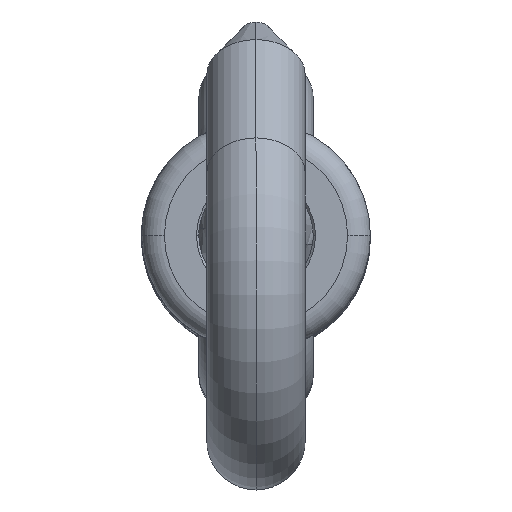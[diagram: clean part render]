
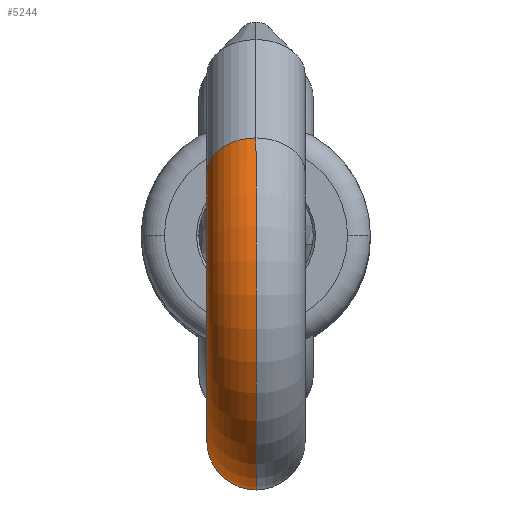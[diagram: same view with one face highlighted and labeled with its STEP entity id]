
A CAD part, top view. The second image highlights one B-rep face of the part: STEP entity #5244.
In plain terms, the highlighted toroidal (fillet/blend) face has major radius 6.85 mm and minor radius 2.15 mm.
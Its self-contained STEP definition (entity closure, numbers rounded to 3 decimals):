
#410 = AXIS2_PLACEMENT_3D ( 'NONE', #8534, #5585, #4067 ) ;
#687 = TOROIDAL_SURFACE ( 'NONE', #410, 6.85, 2.15 ) ;
#793 = VERTEX_POINT ( 'NONE', #5603 ) ;
#1430 = CIRCLE ( 'NONE', #14270, 2.15 ) ;
#2302 = ORIENTED_EDGE ( 'NONE', *, *, #13921, .F. ) ;
#2422 = DIRECTION ( 'NONE',  ( 0., -1., 0. ) ) ;
#2426 = CARTESIAN_POINT ( 'NONE',  ( 0., -9., 0. ) ) ;
#3627 = EDGE_CURVE ( 'NONE', #10338, #7604, #1430, .T. ) ;
#3785 = CARTESIAN_POINT ( 'NONE',  ( -3.323, -5.677, 0. ) ) ;
#4067 = DIRECTION ( 'NONE',  ( 1., 0., 0. ) ) ;
#4204 = AXIS2_PLACEMENT_3D ( 'NONE', #7517, #14028, #10684 ) ;
#5244 = ADVANCED_FACE ( 'NONE', ( #13140 ), #687, .T. ) ;
#5248 = ORIENTED_EDGE ( 'NONE', *, *, #3627, .T. ) ;
#5585 = DIRECTION ( 'NONE',  ( 0., 0., 1. ) ) ;
#5603 = CARTESIAN_POINT ( 'NONE',  ( 4.7, -9., 0. ) ) ;
#6589 = AXIS2_PLACEMENT_3D ( 'NONE', #2426, #14389, #11421 ) ;
#6974 = CARTESIAN_POINT ( 'NONE',  ( -6.364, -2.636, 0. ) ) ;
#7517 = CARTESIAN_POINT ( 'NONE',  ( 0., -9., 0. ) ) ;
#7604 = VERTEX_POINT ( 'NONE', #3785 ) ;
#7857 = ORIENTED_EDGE ( 'NONE', *, *, #8987, .T. ) ;
#8444 = EDGE_CURVE ( 'NONE', #793, #7604, #17063, .T. ) ;
#8534 = CARTESIAN_POINT ( 'NONE',  ( 0., -9., 0. ) ) ;
#8650 = DIRECTION ( 'NONE',  ( 0., 0., -1. ) ) ;
#8987 = EDGE_CURVE ( 'NONE', #16590, #10338, #10503, .T. ) ;
#9906 = DIRECTION ( 'NONE',  ( 0., 0., -1. ) ) ;
#10338 = VERTEX_POINT ( 'NONE', #6974 ) ;
#10503 = CIRCLE ( 'NONE', #6589, 9. ) ;
#10684 = DIRECTION ( 'NONE',  ( 1., 0., 0. ) ) ;
#11421 = DIRECTION ( 'NONE',  ( 1., 0., 0. ) ) ;
#13140 = FACE_OUTER_BOUND ( 'NONE', #17870, .T. ) ;
#13176 = CARTESIAN_POINT ( 'NONE',  ( -4.844, -4.156, 0. ) ) ;
#13921 = EDGE_CURVE ( 'NONE', #16590, #793, #16291, .T. ) ;
#14028 = DIRECTION ( 'NONE',  ( 0., 0., 1. ) ) ;
#14270 = AXIS2_PLACEMENT_3D ( 'NONE', #13176, #17659, #8650 ) ;
#14389 = DIRECTION ( 'NONE',  ( 0., 0., 1. ) ) ;
#16010 = CARTESIAN_POINT ( 'NONE',  ( 6.85, -9., 0. ) ) ;
#16291 = CIRCLE ( 'NONE', #18962, 2.15 ) ;
#16590 = VERTEX_POINT ( 'NONE', #16791 ) ;
#16791 = CARTESIAN_POINT ( 'NONE',  ( 9., -9., 0. ) ) ;
#17063 = CIRCLE ( 'NONE', #4204, 4.7 ) ;
#17659 = DIRECTION ( 'NONE',  ( 0.707, 0.707, 0. ) ) ;
#17870 = EDGE_LOOP ( 'NONE', ( #2302, #7857, #5248, #18317 ) ) ;
#18317 = ORIENTED_EDGE ( 'NONE', *, *, #8444, .F. ) ;
#18962 = AXIS2_PLACEMENT_3D ( 'NONE', #16010, #2422, #9906 ) ;
